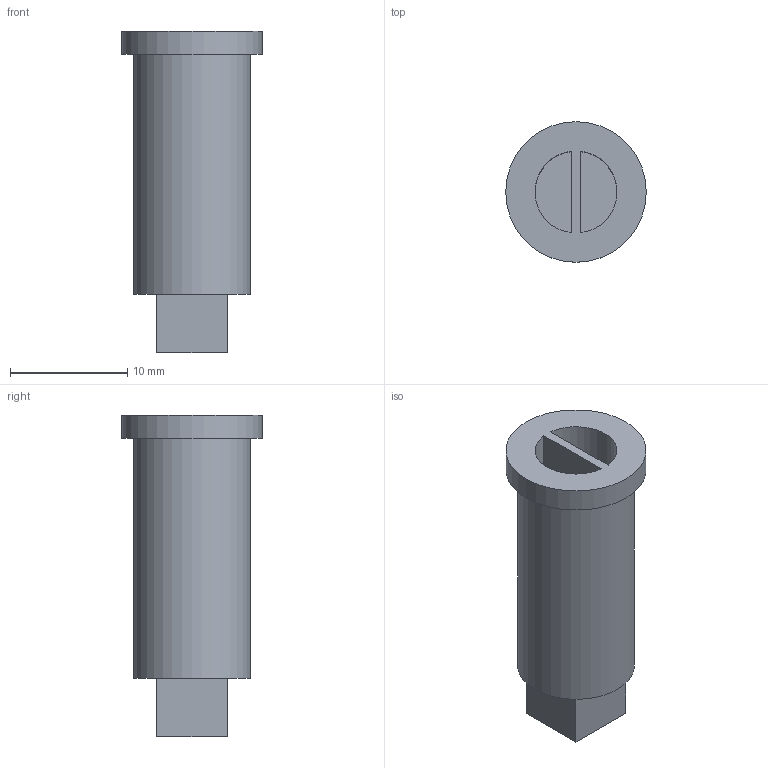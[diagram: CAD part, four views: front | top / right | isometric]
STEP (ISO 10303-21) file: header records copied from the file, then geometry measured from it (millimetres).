
FILE_DESCRIPTION(('FreeCAD Model'),'2;1');
FILE_NAME('Open CASCADE Shape Model','2025-10-12T20:01:37',(''),(''), 'Open CASCADE STEP processor 7.8','FreeCAD','Unknown');
FILE_SCHEMA(('AUTOMOTIVE_DESIGN { 1 0 10303 214 1 1 1 1 }'));
Length unit declared in the file: millimetre
Products named in the file (1): feedbackshaft
Bounding box: 12 x 12 x 27.5 mm (x, y, z)
Volume: 1463.9 mm3; surface area: 1674.3 mm2
Topology: 1 solids, 1 shells, 18 faces, 33 edges, 22 vertices
Faces by surface type: plane 13, cylinder 5
Full cylindrical faces by diameter (mm): 2.5 x1, 10 x1, 12 x1
Entity records: 469 total; most frequent: DIRECTION 81, CARTESIAN_POINT 74, ORIENTED_EDGE 66, EDGE_CURVE 33, AXIS2_PLACEMENT_3D 29, FACE_BOUND 23, EDGE_LOOP 23, LINE 23
